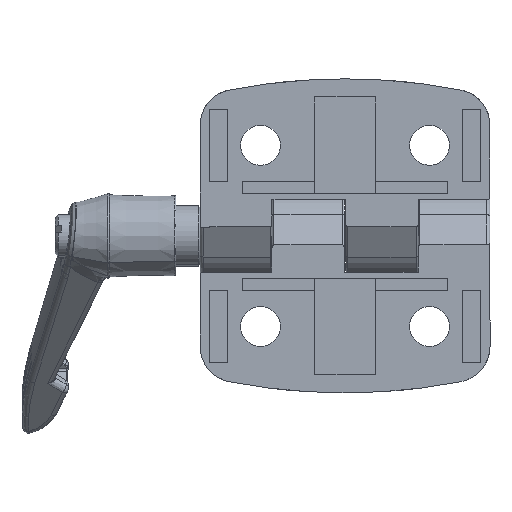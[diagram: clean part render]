
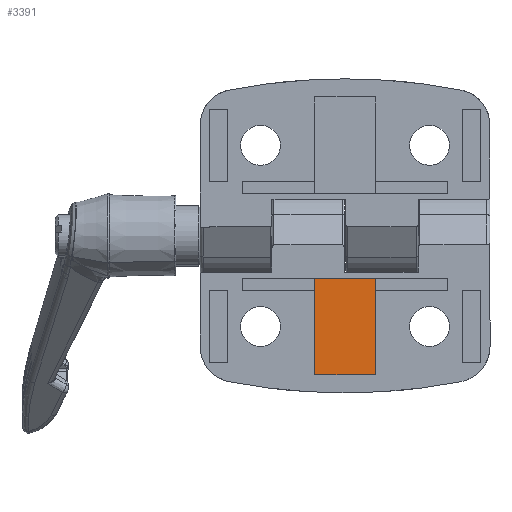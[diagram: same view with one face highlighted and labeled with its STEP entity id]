
A CAD part, front view. The second image highlights one B-rep face of the part: STEP entity #3391.
In plain terms, the highlighted planar face has unit normal (0, -1, 0).
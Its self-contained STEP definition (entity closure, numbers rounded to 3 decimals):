
#21 = EDGE_CURVE ( 'NONE', #2881, #3860, #8467, .T. ) ;
#54 = VECTOR ( 'NONE', #5880, 1000. ) ;
#234 = CARTESIAN_POINT ( 'NONE',  ( 5., 1., -7. ) ) ;
#508 = LINE ( 'NONE', #3608, #2897 ) ;
#531 = CARTESIAN_POINT ( 'NONE',  ( -5., 1., -7. ) ) ;
#682 = CARTESIAN_POINT ( 'NONE',  ( 5., 1., -23. ) ) ;
#825 = DIRECTION ( 'NONE',  ( 0., 0., 1. ) ) ;
#841 = DIRECTION ( 'NONE',  ( 0., 0., -1. ) ) ;
#1248 = CARTESIAN_POINT ( 'NONE',  ( 5., 1., -23. ) ) ;
#1252 = DIRECTION ( 'NONE',  ( -1., 0., 0. ) ) ;
#1642 = ORIENTED_EDGE ( 'NONE', *, *, #11276, .T. ) ;
#1685 = CARTESIAN_POINT ( 'NONE',  ( -5., 1., -9. ) ) ;
#1823 = CARTESIAN_POINT ( 'NONE',  ( 5., 1., -7. ) ) ;
#2110 = EDGE_CURVE ( 'NONE', #3819, #8376, #12764, .T. ) ;
#2742 = EDGE_LOOP ( 'NONE', ( #11273, #3676, #1642, #9239, #12346, #13026 ) ) ;
#2881 = VERTEX_POINT ( 'NONE', #11935 ) ;
#2897 = VECTOR ( 'NONE', #11816, 1000. ) ;
#2958 = EDGE_CURVE ( 'NONE', #5273, #9271, #9994, .T. ) ;
#3391 = ADVANCED_FACE ( 'NONE', ( #5348 ), #10899, .F. ) ;
#3608 = CARTESIAN_POINT ( 'NONE',  ( 5., 1., -7. ) ) ;
#3613 = CARTESIAN_POINT ( 'NONE',  ( 5., 1., -9. ) ) ;
#3676 = ORIENTED_EDGE ( 'NONE', *, *, #2110, .T. ) ;
#3727 = CARTESIAN_POINT ( 'NONE',  ( 5., 1., -7. ) ) ;
#3791 = AXIS2_PLACEMENT_3D ( 'NONE', #3727, #11928, #5808 ) ;
#3819 = VERTEX_POINT ( 'NONE', #3613 ) ;
#3860 = VERTEX_POINT ( 'NONE', #682 ) ;
#4208 = CARTESIAN_POINT ( 'NONE',  ( 5., 1., -7. ) ) ;
#4319 = DIRECTION ( 'NONE',  ( 1., 0., 0. ) ) ;
#4576 = VECTOR ( 'NONE', #825, 1000. ) ;
#4666 = EDGE_CURVE ( 'NONE', #9271, #2881, #7885, .T. ) ;
#4892 = CARTESIAN_POINT ( 'NONE',  ( -5., 1., -7. ) ) ;
#5273 = VERTEX_POINT ( 'NONE', #531 ) ;
#5348 = FACE_OUTER_BOUND ( 'NONE', #2742, .T. ) ;
#5751 = VECTOR ( 'NONE', #4319, 1000. ) ;
#5808 = DIRECTION ( 'NONE',  ( 0., 0., 1. ) ) ;
#5880 = DIRECTION ( 'NONE',  ( 0., 0., -1. ) ) ;
#7283 = VECTOR ( 'NONE', #841, 1000. ) ;
#7697 = EDGE_CURVE ( 'NONE', #3860, #3819, #508, .T. ) ;
#7885 = LINE ( 'NONE', #12013, #54 ) ;
#8376 = VERTEX_POINT ( 'NONE', #4208 ) ;
#8467 = LINE ( 'NONE', #1248, #5751 ) ;
#9239 = ORIENTED_EDGE ( 'NONE', *, *, #2958, .T. ) ;
#9271 = VERTEX_POINT ( 'NONE', #1685 ) ;
#9994 = LINE ( 'NONE', #4892, #7283 ) ;
#10899 = PLANE ( 'NONE',  #3791 ) ;
#11273 = ORIENTED_EDGE ( 'NONE', *, *, #7697, .T. ) ;
#11276 = EDGE_CURVE ( 'NONE', #8376, #5273, #11815, .T. ) ;
#11503 = VECTOR ( 'NONE', #1252, 1000. ) ;
#11815 = LINE ( 'NONE', #234, #11503 ) ;
#11816 = DIRECTION ( 'NONE',  ( 0., 0., 1. ) ) ;
#11928 = DIRECTION ( 'NONE',  ( 0., 1., 0. ) ) ;
#11935 = CARTESIAN_POINT ( 'NONE',  ( -5., 1., -23. ) ) ;
#12013 = CARTESIAN_POINT ( 'NONE',  ( -5., 1., -7. ) ) ;
#12346 = ORIENTED_EDGE ( 'NONE', *, *, #4666, .T. ) ;
#12764 = LINE ( 'NONE', #1823, #4576 ) ;
#13026 = ORIENTED_EDGE ( 'NONE', *, *, #21, .T. ) ;
